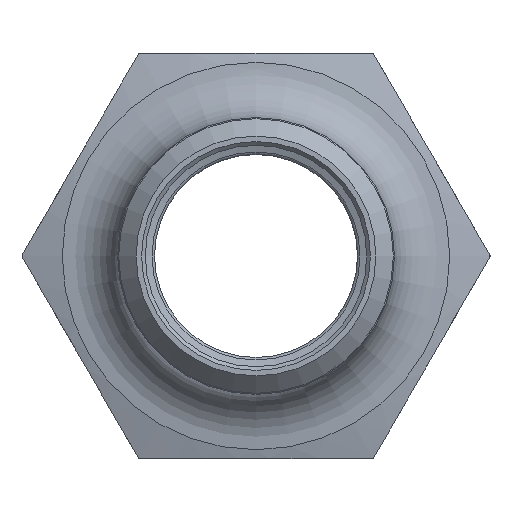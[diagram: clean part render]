
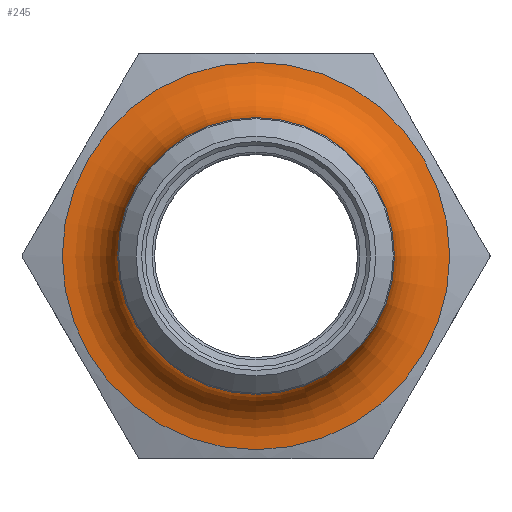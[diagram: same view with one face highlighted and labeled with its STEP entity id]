
A CAD part, left-side view. The second image highlights one B-rep face of the part: STEP entity #245.
In plain terms, the highlighted toroidal (fillet/blend) face has major radius 10.5 mm and minor radius 3 mm.
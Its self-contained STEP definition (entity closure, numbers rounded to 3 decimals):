
#125=TOROIDAL_SURFACE('',#772,10.5,3.);
#191=FACE_BOUND('',#343,.T.);
#192=FACE_BOUND('',#344,.T.);
#245=ADVANCED_FACE('',(#191,#192),#125,.F.);
#343=EDGE_LOOP('',(#526));
#344=EDGE_LOOP('',(#527));
#386=CIRCLE('',#769,10.5);
#387=CIRCLE('',#771,7.5);
#526=ORIENTED_EDGE('',*,*,#669,.T.);
#527=ORIENTED_EDGE('',*,*,#668,.F.);
#593=VERTEX_POINT('',#1321);
#594=VERTEX_POINT('',#1324);
#668=EDGE_CURVE('',#593,#593,#386,.T.);
#669=EDGE_CURVE('',#594,#594,#387,.T.);
#769=AXIS2_PLACEMENT_3D('',#1320,#926,#927);
#771=AXIS2_PLACEMENT_3D('',#1323,#930,#931);
#772=AXIS2_PLACEMENT_3D('',#1325,#932,#933);
#926=DIRECTION('',(1.,0.,0.));
#927=DIRECTION('',(0.,0.,1.));
#930=DIRECTION('',(1.,0.,0.));
#931=DIRECTION('',(0.,0.,1.));
#932=DIRECTION('',(-1.,0.,0.));
#933=DIRECTION('',(0.,0.,1.));
#1320=CARTESIAN_POINT('',(10.,0.,0.));
#1321=CARTESIAN_POINT('',(10.,0.,10.5));
#1323=CARTESIAN_POINT('',(7.,0.,0.));
#1324=CARTESIAN_POINT('',(7.,0.,7.5));
#1325=CARTESIAN_POINT('',(7.,0.,0.));
